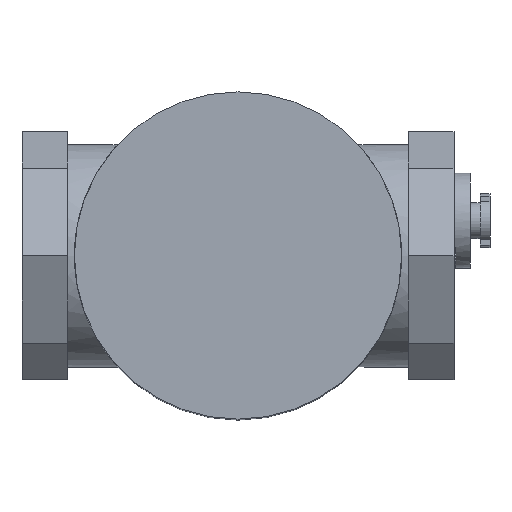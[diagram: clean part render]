
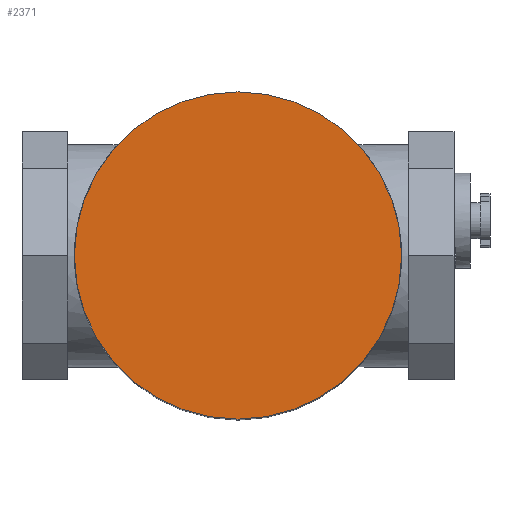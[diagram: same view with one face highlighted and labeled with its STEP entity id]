
A CAD part, top view. The second image highlights one B-rep face of the part: STEP entity #2371.
In plain terms, the highlighted planar face has unit normal (0, 0, 1).
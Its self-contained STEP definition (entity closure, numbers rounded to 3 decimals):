
#569=FACE_OUTER_BOUND('',#732,.T.);
#732=EDGE_LOOP('',(#1600));
#930=CIRCLE('',#2538,50.);
#1034=VERTEX_POINT('',#3785);
#1262=EDGE_CURVE('',#1034,#1034,#930,.T.);
#1600=ORIENTED_EDGE('',*,*,#1262,.T.);
#2260=PLANE('',#2540);
#2371=ADVANCED_FACE('',(#569),#2260,.T.);
#2538=AXIS2_PLACEMENT_3D('',#3786,#2809,#2810);
#2540=AXIS2_PLACEMENT_3D('',#3789,#2813,#2814);
#2809=DIRECTION('center_axis',(0.,0.,1.));
#2810=DIRECTION('ref_axis',(-1.,0.,0.));
#2813=DIRECTION('center_axis',(0.,0.,1.));
#2814=DIRECTION('ref_axis',(1.,0.,0.));
#3785=CARTESIAN_POINT('',(-50.,0.,0.));
#3786=CARTESIAN_POINT('Origin',(0.,0.,0.));
#3789=CARTESIAN_POINT('Origin',(0.,0.,0.));
